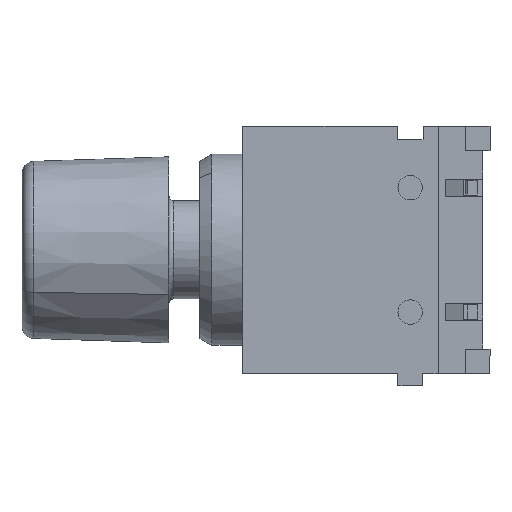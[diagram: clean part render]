
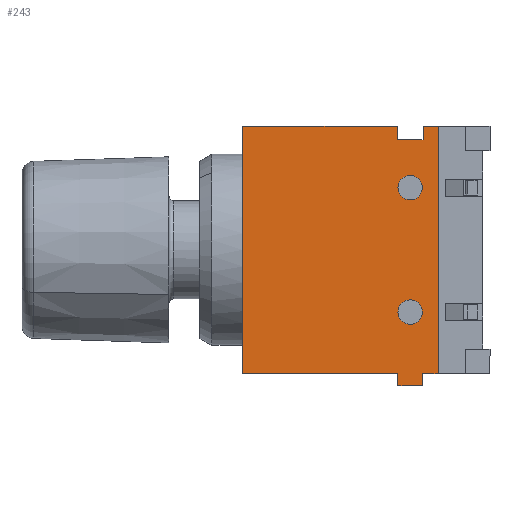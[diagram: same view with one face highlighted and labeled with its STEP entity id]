
A CAD part, left-side view. The second image highlights one B-rep face of the part: STEP entity #243.
In plain terms, the highlighted planar face has unit normal (-1, 0, 0).
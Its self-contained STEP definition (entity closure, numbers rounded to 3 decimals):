
#243=ADVANCED_FACE('PartBody',(#718,#719,#720),#721,.T.);
#718=FACE_OUTER_BOUND('',#1395,.T.);
#719=FACE_BOUND('',#1396,.T.);
#720=FACE_BOUND('',#1397,.T.);
#721=PLANE('',#1398);
#1395=EDGE_LOOP('',(#2912,#2913,#2914,#2915,#2916,#2917,#2918,#2919,#2920,#2921,#2922,#2923));
#1396=EDGE_LOOP('',(#2924,#2925));
#1397=EDGE_LOOP('',(#2926,#2927));
#1398=AXIS2_PLACEMENT_3D('',#2928,#2929,#2930);
#2912=ORIENTED_EDGE('',*,*,#4946,.T.);
#2913=ORIENTED_EDGE('',*,*,#4947,.F.);
#2914=ORIENTED_EDGE('',*,*,#4948,.F.);
#2915=ORIENTED_EDGE('',*,*,#4949,.F.);
#2916=ORIENTED_EDGE('',*,*,#4950,.T.);
#2917=ORIENTED_EDGE('',*,*,#4951,.T.);
#2918=ORIENTED_EDGE('',*,*,#4952,.T.);
#2919=ORIENTED_EDGE('',*,*,#4953,.T.);
#2920=ORIENTED_EDGE('',*,*,#4954,.T.);
#2921=ORIENTED_EDGE('',*,*,#4955,.T.);
#2922=ORIENTED_EDGE('',*,*,#4956,.T.);
#2923=ORIENTED_EDGE('',*,*,#4957,.F.);
#2924=ORIENTED_EDGE('',*,*,#4935,.F.);
#2925=ORIENTED_EDGE('',*,*,#4938,.F.);
#2926=ORIENTED_EDGE('',*,*,#4941,.F.);
#2927=ORIENTED_EDGE('',*,*,#4944,.F.);
#2928=CARTESIAN_POINT('',(-5.05,0.,10.1));
#2929=DIRECTION('',(-1.0,0.,0.));
#2930=DIRECTION('',(0.,1.0,0.));
#4935=EDGE_CURVE('',#6065,#6068,#6069,.T.);
#4938=EDGE_CURVE('',#6068,#6065,#6073,.T.);
#4941=EDGE_CURVE('',#6075,#6078,#6079,.T.);
#4944=EDGE_CURVE('',#6078,#6075,#6083,.T.);
#4946=EDGE_CURVE('',#6085,#6086,#6087,.T.);
#4947=EDGE_CURVE('',#6088,#6086,#6089,.T.);
#4948=EDGE_CURVE('',#6090,#6088,#6091,.T.);
#4949=EDGE_CURVE('',#6092,#6090,#6093,.T.);
#4950=EDGE_CURVE('',#6092,#6094,#6095,.T.);
#4951=EDGE_CURVE('',#6094,#6096,#6097,.T.);
#4952=EDGE_CURVE('',#6096,#6098,#6099,.T.);
#4953=EDGE_CURVE('',#6098,#6100,#6101,.T.);
#4954=EDGE_CURVE('',#6100,#6102,#6103,.T.);
#4955=EDGE_CURVE('',#6102,#6104,#6105,.T.);
#4956=EDGE_CURVE('',#6104,#6106,#6107,.T.);
#4957=EDGE_CURVE('',#6085,#6106,#6108,.F.);
#6065=VERTEX_POINT('',#7843);
#6068=VERTEX_POINT('',#7847);
#6069=CIRCLE('',#7848,0.5);
#6073=CIRCLE('',#7853,0.5);
#6075=VERTEX_POINT('',#7855);
#6078=VERTEX_POINT('',#7859);
#6079=CIRCLE('',#7860,0.5);
#6083=CIRCLE('',#7865,0.5);
#6085=VERTEX_POINT('',#7867);
#6086=VERTEX_POINT('',#7868);
#6087=LINE('',#7869,#7870);
#6088=VERTEX_POINT('',#7871);
#6089=LINE('',#7872,#7873);
#6090=VERTEX_POINT('',#7874);
#6091=LINE('',#7875,#7876);
#6092=VERTEX_POINT('',#7877);
#6093=LINE('',#7878,#7879);
#6094=VERTEX_POINT('',#7880);
#6095=LINE('',#7881,#7882);
#6096=VERTEX_POINT('',#7883);
#6097=LINE('',#7884,#7885);
#6098=VERTEX_POINT('',#7886);
#6099=LINE('',#7887,#7888);
#6100=VERTEX_POINT('',#7889);
#6101=LINE('',#7890,#7891);
#6102=VERTEX_POINT('',#7892);
#6103=LINE('',#7893,#7894);
#6104=VERTEX_POINT('',#7895);
#6105=LINE('',#7896,#7897);
#6106=VERTEX_POINT('',#7898);
#6107=LINE('',#7899,#7900);
#6108=LINE('',#7901,#7902);
#7843=CARTESIAN_POINT('',(-5.05,3.76,2.51));
#7847=CARTESIAN_POINT('',(-5.05,2.76,2.51));
#7848=AXIS2_PLACEMENT_3D('',#9778,#9779,#9780);
#7853=AXIS2_PLACEMENT_3D('',#9785,#9786,#9787);
#7855=CARTESIAN_POINT('',(-5.05,3.76,7.59));
#7859=CARTESIAN_POINT('',(-5.05,2.76,7.59));
#7860=AXIS2_PLACEMENT_3D('',#9792,#9793,#9794);
#7865=AXIS2_PLACEMENT_3D('',#9799,#9800,#9801);
#7867=CARTESIAN_POINT('',(-5.05,2.117,10.1));
#7868=CARTESIAN_POINT('',(-5.05,2.735,10.1));
#7869=CARTESIAN_POINT('',(-5.05,2.426,10.1));
#7870=VECTOR('',#9805,1.0);
#7871=CARTESIAN_POINT('',(-5.05,2.735,9.55));
#7872=CARTESIAN_POINT('',(-5.05,2.735,9.825));
#7873=VECTOR('',#9806,1.0);
#7874=CARTESIAN_POINT('',(-5.05,3.785,9.55));
#7875=CARTESIAN_POINT('',(-5.05,3.26,9.55));
#7876=VECTOR('',#9807,1.0);
#7877=CARTESIAN_POINT('',(-5.05,3.785,10.1));
#7878=CARTESIAN_POINT('',(-5.05,3.785,9.825));
#7879=VECTOR('',#9808,1.0);
#7880=CARTESIAN_POINT('',(-5.05,10.1,10.1));
#7881=CARTESIAN_POINT('',(-5.05,6.942,10.1));
#7882=VECTOR('',#9809,1.0);
#7883=CARTESIAN_POINT('',(-5.05,10.1,0.0));
#7884=CARTESIAN_POINT('',(-5.05,10.1,5.05));
#7885=VECTOR('',#9810,1.0);
#7886=CARTESIAN_POINT('',(-5.05,3.76,0.0));
#7887=CARTESIAN_POINT('',(-5.05,6.93,0.0));
#7888=VECTOR('',#9811,1.0);
#7889=CARTESIAN_POINT('',(-5.05,3.76,-0.5));
#7890=CARTESIAN_POINT('',(-5.05,3.76,-0.25));
#7891=VECTOR('',#9812,1.0);
#7892=CARTESIAN_POINT('',(-5.05,2.76,-0.5));
#7893=CARTESIAN_POINT('',(-5.05,3.26,-0.5));
#7894=VECTOR('',#9813,1.0);
#7895=CARTESIAN_POINT('',(-5.05,2.76,0.0));
#7896=CARTESIAN_POINT('',(-5.05,2.76,-0.25));
#7897=VECTOR('',#9814,1.0);
#7898=CARTESIAN_POINT('',(-5.05,2.117,0.0));
#7899=CARTESIAN_POINT('',(-5.05,2.439,0.0));
#7900=VECTOR('',#9815,1.0);
#7901=CARTESIAN_POINT('',(-5.05,2.117,5.05));
#7902=VECTOR('',#9816,1.0);
#9778=CARTESIAN_POINT('',(-5.05,3.26,2.51));
#9779=DIRECTION('',(-1.0,0.,0.));
#9780=DIRECTION('',(0.,1.0,0.));
#9785=CARTESIAN_POINT('',(-5.05,3.26,2.51));
#9786=DIRECTION('',(-1.0,0.,0.));
#9787=DIRECTION('',(0.,1.0,0.));
#9792=CARTESIAN_POINT('',(-5.05,3.26,7.59));
#9793=DIRECTION('',(-1.0,0.,0.));
#9794=DIRECTION('',(0.,1.0,0.));
#9799=CARTESIAN_POINT('',(-5.05,3.26,7.59));
#9800=DIRECTION('',(-1.0,0.,0.));
#9801=DIRECTION('',(0.,1.0,0.));
#9805=DIRECTION('',(0.,1.0,0.));
#9806=DIRECTION('',(0.,0.0,1.0));
#9807=DIRECTION('',(0.,-1.0,0.));
#9808=DIRECTION('',(0.,0.0,-1.0));
#9809=DIRECTION('',(0.,1.0,0.));
#9810=DIRECTION('',(0.,0.0,-1.0));
#9811=DIRECTION('',(0.,-1.0,0.));
#9812=DIRECTION('',(0.,0.0,-1.0));
#9813=DIRECTION('',(0.,-1.0,0.));
#9814=DIRECTION('',(0.,0.0,1.0));
#9815=DIRECTION('',(0.,-1.0,0.));
#9816=DIRECTION('',(0.,0.,1.0));
